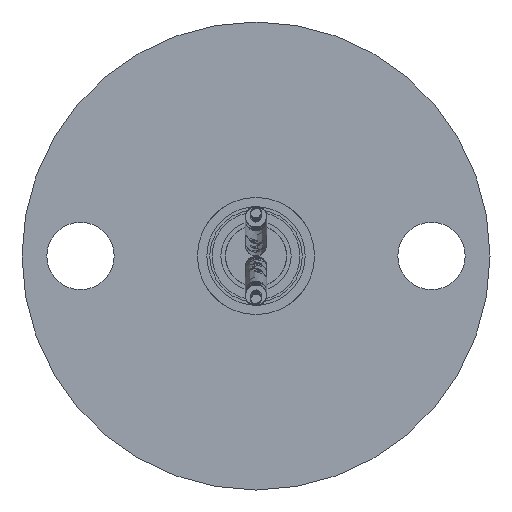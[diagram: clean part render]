
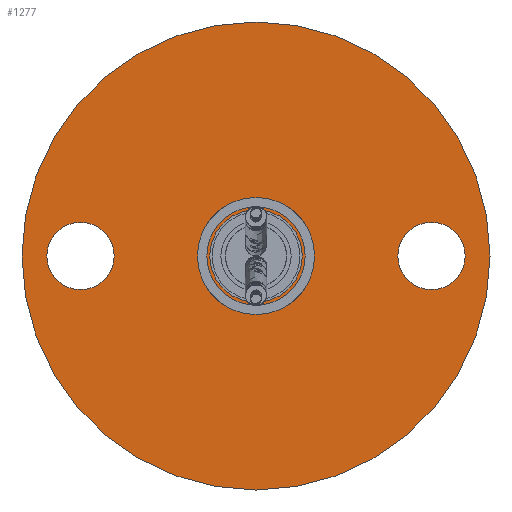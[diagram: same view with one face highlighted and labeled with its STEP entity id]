
A CAD part, left-side view. The second image highlights one B-rep face of the part: STEP entity #1277.
In plain terms, the highlighted planar face has unit normal (-1, 0, 0).
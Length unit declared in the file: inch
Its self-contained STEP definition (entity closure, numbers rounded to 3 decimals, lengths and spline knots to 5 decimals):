
#29 = FACE_BOUND ( 'NONE', #1441, .T. ) ;
#81 = CARTESIAN_POINT ( 'NONE',  ( 0.4375, 0., 0. ) ) ;
#118 = DIRECTION ( 'NONE',  ( 1., 0., 0. ) ) ;
#128 = AXIS2_PLACEMENT_3D ( 'NONE', #1150, #1871, #1345 ) ;
#133 = CARTESIAN_POINT ( 'NONE',  ( 0.4375, -0.447, 0. ) ) ;
#178 = EDGE_CURVE ( 'NONE', #1521, #407, #1254, .T. ) ;
#188 = CIRCLE ( 'NONE', #345, 0.5 ) ;
#193 = CARTESIAN_POINT ( 'NONE',  ( 0.4375, -0.5, 0. ) ) ;
#194 = AXIS2_PLACEMENT_3D ( 'NONE', #1746, #418, #1017 ) ;
#196 = AXIS2_PLACEMENT_3D ( 'NONE', #409, #1425, #1878 ) ;
#205 = CARTESIAN_POINT ( 'NONE',  ( 0.4375, -0.375, 0. ) ) ;
#232 = ORIENTED_EDGE ( 'NONE', *, *, #1735, .F. ) ;
#253 = DIRECTION ( 'NONE',  ( -1., 0., 0. ) ) ;
#290 = ORIENTED_EDGE ( 'NONE', *, *, #1419, .F. ) ;
#311 = CIRCLE ( 'NONE', #1100, 0.072 ) ;
#345 = AXIS2_PLACEMENT_3D ( 'NONE', #1303, #554, #1155 ) ;
#351 = CIRCLE ( 'NONE', #1442, 0.072 ) ;
#352 = FACE_OUTER_BOUND ( 'NONE', #1841, .T. ) ;
#407 = VERTEX_POINT ( 'NONE', #133 ) ;
#409 = CARTESIAN_POINT ( 'NONE',  ( 0.4375, 0.375, 0. ) ) ;
#418 = DIRECTION ( 'NONE',  ( -1., 0., 0. ) ) ;
#435 = ORIENTED_EDGE ( 'NONE', *, *, #1509, .F. ) ;
#486 = EDGE_CURVE ( 'NONE', #1368, #618, #1136, .T. ) ;
#520 = DIRECTION ( 'NONE',  ( 0., -1., 0. ) ) ;
#545 = CARTESIAN_POINT ( 'NONE',  ( 0.4375, 0., 0. ) ) ;
#554 = DIRECTION ( 'NONE',  ( 1., 0., 0. ) ) ;
#583 = CARTESIAN_POINT ( 'NONE',  ( 0.4375, 0.375, 0. ) ) ;
#595 = CARTESIAN_POINT ( 'NONE',  ( 0.4375, 0.447, 0. ) ) ;
#616 = FACE_BOUND ( 'NONE', #1276, .T. ) ;
#618 = VERTEX_POINT ( 'NONE', #1289 ) ;
#665 = DIRECTION ( 'NONE',  ( -1., 0., 0. ) ) ;
#695 = VERTEX_POINT ( 'NONE', #595 ) ;
#782 = CIRCLE ( 'NONE', #196, 0.072 ) ;
#887 = DIRECTION ( 'NONE',  ( 0., -1., 0. ) ) ;
#1013 = AXIS2_PLACEMENT_3D ( 'NONE', #545, #253, #520 ) ;
#1017 = DIRECTION ( 'NONE',  ( 0., -1., 0. ) ) ;
#1023 = DIRECTION ( 'NONE',  ( 0., -1., 0. ) ) ;
#1099 = CARTESIAN_POINT ( 'NONE',  ( 0.4375, 0.5, 0. ) ) ;
#1100 = AXIS2_PLACEMENT_3D ( 'NONE', #205, #665, #1375 ) ;
#1128 = PLANE ( 'NONE',  #1344 ) ;
#1136 = CIRCLE ( 'NONE', #194, 0.0955 ) ;
#1150 = CARTESIAN_POINT ( 'NONE',  ( 0.4375, -0.375, 0. ) ) ;
#1155 = DIRECTION ( 'NONE',  ( 0., -1., 0. ) ) ;
#1163 = CIRCLE ( 'NONE', #1013, 0.0955 ) ;
#1174 = ORIENTED_EDGE ( 'NONE', *, *, #1450, .F. ) ;
#1215 = FACE_BOUND ( 'NONE', #1399, .T. ) ;
#1240 = EDGE_CURVE ( 'NONE', #407, #1521, #311, .T. ) ;
#1252 = VERTEX_POINT ( 'NONE', #1099 ) ;
#1254 = CIRCLE ( 'NONE', #128, 0.072 ) ;
#1276 = EDGE_LOOP ( 'NONE', ( #1501, #1174 ) ) ;
#1277 = ADVANCED_FACE ( 'NONE', ( #29, #616, #1215, #352 ), #1128, .F. ) ;
#1289 = CARTESIAN_POINT ( 'NONE',  ( 0.4375, -0.0955, 0. ) ) ;
#1291 = AXIS2_PLACEMENT_3D ( 'NONE', #1471, #1753, #1023 ) ;
#1303 = CARTESIAN_POINT ( 'NONE',  ( 0.4375, 0., 0. ) ) ;
#1325 = VERTEX_POINT ( 'NONE', #1710 ) ;
#1344 = AXIS2_PLACEMENT_3D ( 'NONE', #81, #118, #1601 ) ;
#1345 = DIRECTION ( 'NONE',  ( 0., -1., 0. ) ) ;
#1368 = VERTEX_POINT ( 'NONE', #1731 ) ;
#1375 = DIRECTION ( 'NONE',  ( 0., -1., 0. ) ) ;
#1399 = EDGE_LOOP ( 'NONE', ( #1884, #1909 ) ) ;
#1419 = EDGE_CURVE ( 'NONE', #1252, #1546, #188, .T. ) ;
#1425 = DIRECTION ( 'NONE',  ( -1., 0., 0. ) ) ;
#1441 = EDGE_LOOP ( 'NONE', ( #232, #1755 ) ) ;
#1442 = AXIS2_PLACEMENT_3D ( 'NONE', #583, #1607, #887 ) ;
#1450 = EDGE_CURVE ( 'NONE', #695, #1325, #351, .T. ) ;
#1471 = CARTESIAN_POINT ( 'NONE',  ( 0.4375, 0., 0. ) ) ;
#1501 = ORIENTED_EDGE ( 'NONE', *, *, #1693, .F. ) ;
#1509 = EDGE_CURVE ( 'NONE', #1546, #1252, #1687, .T. ) ;
#1521 = VERTEX_POINT ( 'NONE', #1612 ) ;
#1546 = VERTEX_POINT ( 'NONE', #193 ) ;
#1601 = DIRECTION ( 'NONE',  ( 0., 1., 0. ) ) ;
#1607 = DIRECTION ( 'NONE',  ( -1., 0., 0. ) ) ;
#1612 = CARTESIAN_POINT ( 'NONE',  ( 0.4375, -0.303, 0. ) ) ;
#1687 = CIRCLE ( 'NONE', #1291, 0.5 ) ;
#1693 = EDGE_CURVE ( 'NONE', #1325, #695, #782, .T. ) ;
#1710 = CARTESIAN_POINT ( 'NONE',  ( 0.4375, 0.303, 0. ) ) ;
#1731 = CARTESIAN_POINT ( 'NONE',  ( 0.4375, 0.0955, 0. ) ) ;
#1735 = EDGE_CURVE ( 'NONE', #618, #1368, #1163, .T. ) ;
#1746 = CARTESIAN_POINT ( 'NONE',  ( 0.4375, 0., 0. ) ) ;
#1753 = DIRECTION ( 'NONE',  ( 1., 0., 0. ) ) ;
#1755 = ORIENTED_EDGE ( 'NONE', *, *, #486, .F. ) ;
#1841 = EDGE_LOOP ( 'NONE', ( #435, #290 ) ) ;
#1871 = DIRECTION ( 'NONE',  ( -1., 0., 0. ) ) ;
#1878 = DIRECTION ( 'NONE',  ( 0., -1., 0. ) ) ;
#1884 = ORIENTED_EDGE ( 'NONE', *, *, #1240, .F. ) ;
#1909 = ORIENTED_EDGE ( 'NONE', *, *, #178, .F. ) ;
